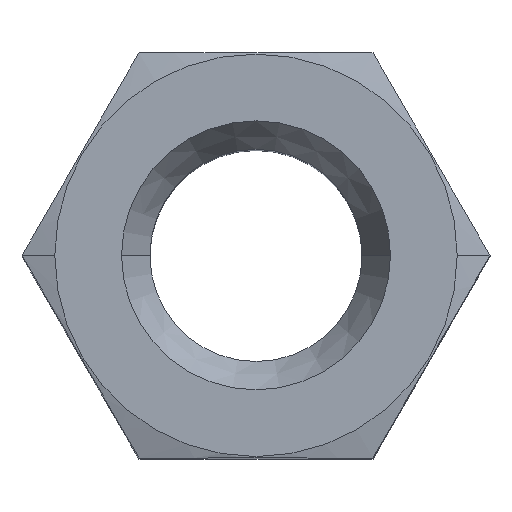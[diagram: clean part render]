
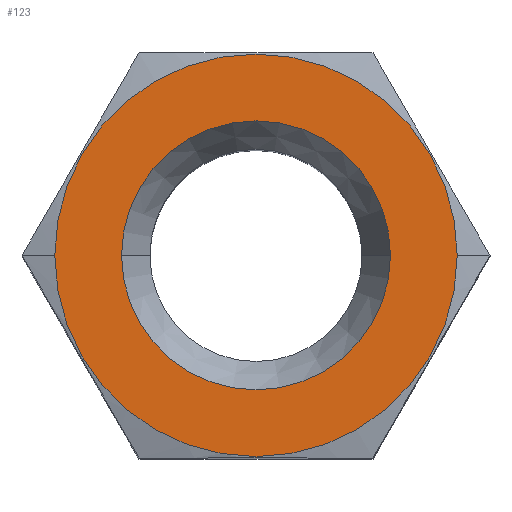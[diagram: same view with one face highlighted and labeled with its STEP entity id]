
A CAD part, top view. The second image highlights one B-rep face of the part: STEP entity #123.
In plain terms, the highlighted planar face has unit normal (0, 0, 1).
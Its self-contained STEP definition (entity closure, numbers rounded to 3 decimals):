
#123=ADVANCED_FACE('',(#307,#308),#309,.T.);
#151=VERTEX_POINT('',#338);
#159=EDGE_CURVE('',#179,#201,#346,.T.);
#177=EDGE_CURVE('',#151,#265,#367,.T.);
#179=VERTEX_POINT('',#369);
#193=EDGE_CURVE('',#201,#179,#385,.T.);
#201=VERTEX_POINT('',#394);
#237=EDGE_CURVE('',#265,#151,#434,.T.);
#265=VERTEX_POINT('',#467);
#307=FACE_BOUND('',#513,.T.);
#308=FACE_OUTER_BOUND('',#514,.T.);
#309=PLANE('',#515);
#338=CARTESIAN_POINT('',(4.31,0.,0.));
#346=CIRCLE('',#586,6.45);
#367=CIRCLE('',#630,4.31);
#369=CARTESIAN_POINT('',(6.45,0.,0.));
#385=CIRCLE('',#665,6.45);
#394=CARTESIAN_POINT('',(-6.45,0.,0.));
#434=CIRCLE('',#757,4.31);
#467=CARTESIAN_POINT('',(-4.31,0.,0.));
#513=EDGE_LOOP('',(#851,#852));
#514=EDGE_LOOP('',(#853,#854));
#515=AXIS2_PLACEMENT_3D('',#855,#856,#857);
#586=AXIS2_PLACEMENT_3D('',#874,#875,#876);
#630=AXIS2_PLACEMENT_3D('',#904,#905,#906);
#665=AXIS2_PLACEMENT_3D('',#928,#929,#930);
#757=AXIS2_PLACEMENT_3D('',#974,#975,#976);
#851=ORIENTED_EDGE('',*,*,#237,.T.);
#852=ORIENTED_EDGE('',*,*,#177,.T.);
#853=ORIENTED_EDGE('',*,*,#193,.T.);
#854=ORIENTED_EDGE('',*,*,#159,.T.);
#855=CARTESIAN_POINT('',(-4.925,0.,0.));
#856=DIRECTION('',(0.0,0.0,1.0));
#857=DIRECTION('',(1.0,0.,0.0));
#874=CARTESIAN_POINT('',(0.0,0.,0.));
#875=DIRECTION('',(0.0,0.0,1.0));
#876=DIRECTION('',(-1.0,0.,0.0));
#904=CARTESIAN_POINT('',(0.0,0.,0.));
#905=DIRECTION('',(0.0,0.0,-1.0));
#906=DIRECTION('',(-1.0,0.,0.0));
#928=CARTESIAN_POINT('',(0.0,0.,0.));
#929=DIRECTION('',(0.0,0.0,1.0));
#930=DIRECTION('',(-1.0,0.,0.0));
#974=CARTESIAN_POINT('',(0.0,0.,0.));
#975=DIRECTION('',(0.0,0.0,-1.0));
#976=DIRECTION('',(-1.0,0.,0.0));
